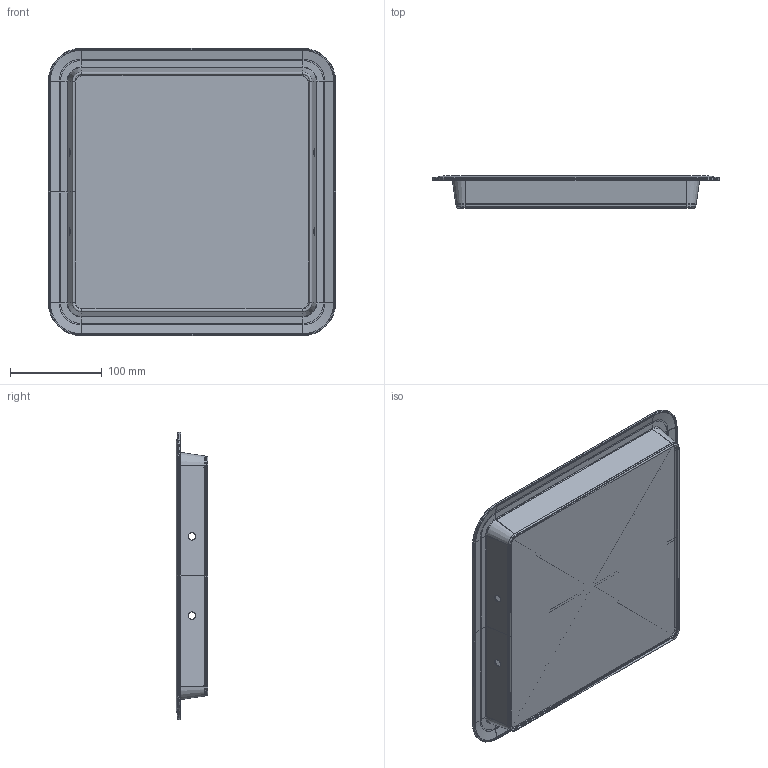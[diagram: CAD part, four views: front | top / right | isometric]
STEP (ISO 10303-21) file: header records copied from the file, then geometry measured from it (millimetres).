
FILE_DESCRIPTION (( 'STEP AP214' ), '1' );
FILE_NAME ('BOITE.STEP', '2021-10-30T09:31:41', ( '' ), ( '' ), 'SwSTEP 2.0', 'SolidWorks 2016', '' );
FILE_SCHEMA (( 'AUTOMOTIVE_DESIGN' ));
Length unit declared in the file: millimetre
Products named in the file (5): CONTOUR; boite_sans_couvercle; COUVERCLE; BOITE; plateau
Assembly tree (4 placements, depth 3):
  BOITE
    boite_sans_couvercle
      CONTOUR
      plateau
    COUVERCLE
Bounding box: 313.4 x 34.7 x 313.4 mm (x, y, z)
Volume: 298710.1 mm3; surface area: 469872 mm2
Topology: 3 solids, 3 shells, 458 faces, 992 edges, 538 vertices
Faces by surface type: plane 165, cylinder 157, torus 84, cone 52
Entity records: 12379 total; most frequent: DIRECTION 2355, CARTESIAN_POINT 2044, ORIENTED_EDGE 1984, EDGE_CURVE 992, AXIS2_PLACEMENT_3D 913, VERTEX_POINT 538, LINE 529, VECTOR 529
